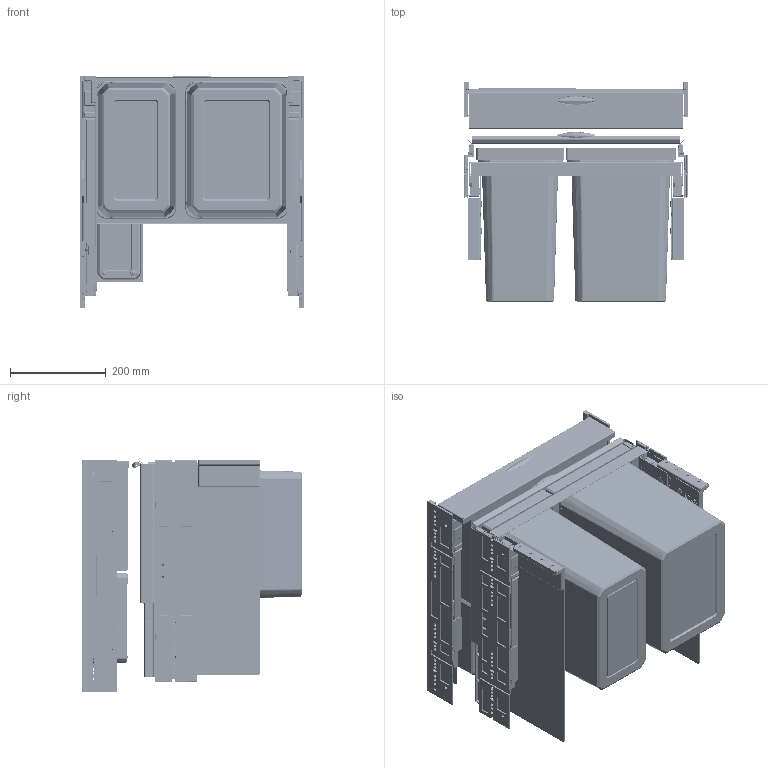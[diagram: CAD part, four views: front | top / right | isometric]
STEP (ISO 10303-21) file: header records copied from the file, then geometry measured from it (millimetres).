
FILE_DESCRIPTION(('STEP AP214'),'1');
FILE_NAME('8013801_V Cox Base 360 K_500-2 Bio mit Base Board.STP','2024-08-19T09:02:12',(' '),(' '),'Spatial InterOp 3D',' ',' ');
FILE_SCHEMA(('AUTOMOTIVE_DESIGN { 1 0 10303 214 1 1 1 1 }'));
Length unit declared in the file: millimetre
Products named in the file (1): 3D-Objekt
Bounding box: 468 x 460.51 x 487.05 mm (x, y, z)
Volume: 5227890 mm3; surface area: 4570498.1 mm2
Topology: 57 solids, 59 shells, 8555 faces, 21987 edges, 13648 vertices
Faces by surface type: plane 3476, cylinder 2644, torus 1285, cone 698, bspline 294, sphere 158
Entity records: 382727 total; most frequent: CARTESIAN_POINT 60350, DIRECTION 46327, ORIENTED_EDGE 43814, EDGE_CURVE 21907, STYLED_ITEM 20677, PRESENTATION_STYLE_ASSIGNMENT 20677, COLOUR_RGB 20677, CURVE_STYLE 18780
